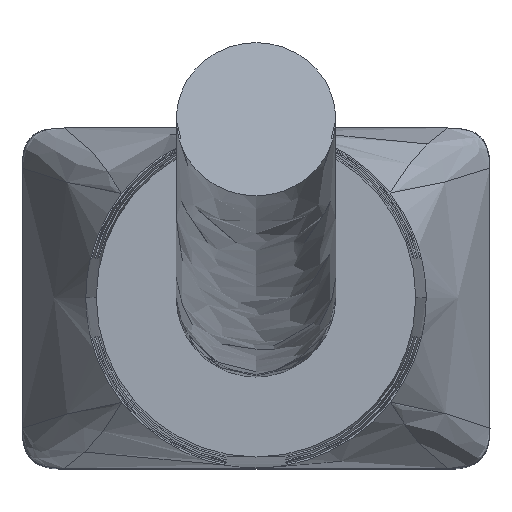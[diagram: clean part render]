
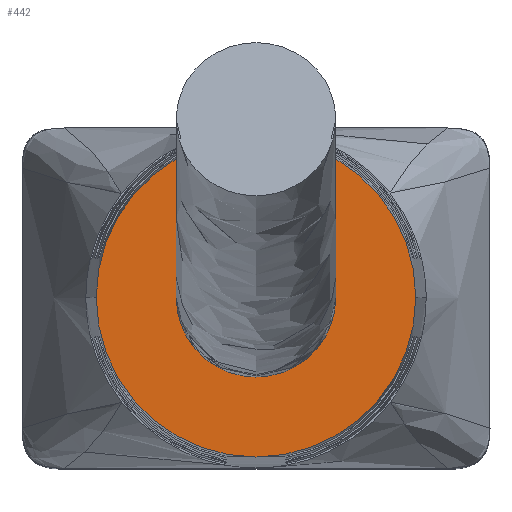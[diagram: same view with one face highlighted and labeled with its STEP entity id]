
A CAD part, top view. The second image highlights one B-rep face of the part: STEP entity #442.
In plain terms, the highlighted planar face has unit normal (0, 0, 1).
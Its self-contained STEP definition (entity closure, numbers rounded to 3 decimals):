
#19 = DIRECTION ( 'NONE',  ( 0., 0., 1. ) ) ;
#82 = EDGE_LOOP ( 'NONE', ( #2811, #3860 ) ) ;
#265 = DIRECTION ( 'NONE',  ( 1., 0., 0. ) ) ;
#292 = DIRECTION ( 'NONE',  ( 1., 0., 0. ) ) ;
#379 = VERTEX_POINT ( 'NONE', #4014 ) ;
#442 = ADVANCED_FACE ( 'NONE', ( #2915, #3110 ), #3360, .T. ) ;
#497 = ORIENTED_EDGE ( 'NONE', *, *, #1239, .T. ) ;
#639 = CARTESIAN_POINT ( 'NONE',  ( 0., 0., 26. ) ) ;
#698 = CARTESIAN_POINT ( 'NONE',  ( -1.875, 0., 26. ) ) ;
#768 = AXIS2_PLACEMENT_3D ( 'NONE', #3682, #3084, #292 ) ;
#922 = CIRCLE ( 'NONE', #1475, 1.875 ) ;
#924 = DIRECTION ( 'NONE',  ( 1., 0., 0. ) ) ;
#960 = VERTEX_POINT ( 'NONE', #698 ) ;
#1239 = EDGE_CURVE ( 'NONE', #379, #2330, #3841, .T. ) ;
#1260 = EDGE_LOOP ( 'NONE', ( #4038, #497 ) ) ;
#1378 = CIRCLE ( 'NONE', #2758, 3.755 ) ;
#1390 = DIRECTION ( 'NONE',  ( 0., 0., 1. ) ) ;
#1475 = AXIS2_PLACEMENT_3D ( 'NONE', #1670, #1390, #3862 ) ;
#1524 = CIRCLE ( 'NONE', #3817, 1.875 ) ;
#1670 = CARTESIAN_POINT ( 'NONE',  ( 0., 0., 26. ) ) ;
#1870 = DIRECTION ( 'NONE',  ( 0., 0., 1. ) ) ;
#2201 = EDGE_CURVE ( 'NONE', #960, #3960, #1524, .T. ) ;
#2288 = EDGE_CURVE ( 'NONE', #2330, #379, #1378, .T. ) ;
#2330 = VERTEX_POINT ( 'NONE', #3467 ) ;
#2517 = CARTESIAN_POINT ( 'NONE',  ( 0., 0., 26. ) ) ;
#2668 = AXIS2_PLACEMENT_3D ( 'NONE', #639, #1870, #3129 ) ;
#2758 = AXIS2_PLACEMENT_3D ( 'NONE', #2517, #19, #924 ) ;
#2805 = EDGE_CURVE ( 'NONE', #3960, #960, #922, .T. ) ;
#2811 = ORIENTED_EDGE ( 'NONE', *, *, #2805, .F. ) ;
#2859 = CARTESIAN_POINT ( 'NONE',  ( 1.875, 0., 26. ) ) ;
#2915 = FACE_BOUND ( 'NONE', #82, .T. ) ;
#3082 = DIRECTION ( 'NONE',  ( 0., 0., 1. ) ) ;
#3084 = DIRECTION ( 'NONE',  ( 0., 0., 1. ) ) ;
#3110 = FACE_OUTER_BOUND ( 'NONE', #1260, .T. ) ;
#3129 = DIRECTION ( 'NONE',  ( 1., 0., 0. ) ) ;
#3360 = PLANE ( 'NONE',  #768 ) ;
#3467 = CARTESIAN_POINT ( 'NONE',  ( 3.755, 0., 26. ) ) ;
#3682 = CARTESIAN_POINT ( 'NONE',  ( 0., 0., 26. ) ) ;
#3690 = CARTESIAN_POINT ( 'NONE',  ( 0., 0., 26. ) ) ;
#3817 = AXIS2_PLACEMENT_3D ( 'NONE', #3690, #3082, #265 ) ;
#3841 = CIRCLE ( 'NONE', #2668, 3.755 ) ;
#3860 = ORIENTED_EDGE ( 'NONE', *, *, #2201, .F. ) ;
#3862 = DIRECTION ( 'NONE',  ( 1., 0., 0. ) ) ;
#3960 = VERTEX_POINT ( 'NONE', #2859 ) ;
#4014 = CARTESIAN_POINT ( 'NONE',  ( -3.755, 0., 26. ) ) ;
#4038 = ORIENTED_EDGE ( 'NONE', *, *, #2288, .T. ) ;
